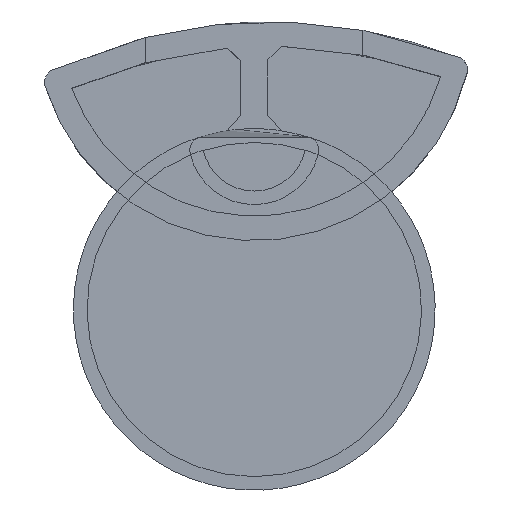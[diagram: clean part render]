
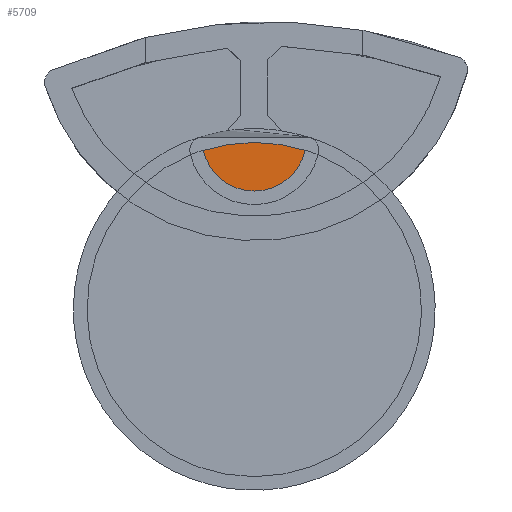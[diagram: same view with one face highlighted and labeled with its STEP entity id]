
A CAD part, top view. The second image highlights one B-rep face of the part: STEP entity #5709.
In plain terms, the highlighted face is planar.
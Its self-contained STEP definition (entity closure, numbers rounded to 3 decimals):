
#4820 = CYLINDRICAL_SURFACE('',#4821,12.31);
#4821 = AXIS2_PLACEMENT_3D('',#4822,#4823,#4824);
#4822 = CARTESIAN_POINT('',(0.,-22.162,0.));
#4823 = DIRECTION('',(0.,0.,-1.));
#4824 = DIRECTION('',(0.305,0.952,0.));
#4847 = CYLINDRICAL_SURFACE('',#4848,3.84);
#4848 = AXIS2_PLACEMENT_3D('',#4849,#4850,#4851);
#4849 = CARTESIAN_POINT('',(0.,-9.613,0.));
#4850 = DIRECTION('',(-0.,-0.,-1.));
#4851 = DIRECTION('',(1.,0.,0.));
#5600 = EDGE_CURVE('',#5601,#5603,#5605,.T.);
#5601 = VERTEX_POINT('',#5602);
#5602 = CARTESIAN_POINT('',(-3.75,-10.438,1.8));
#5603 = VERTEX_POINT('',#5604);
#5604 = CARTESIAN_POINT('',(3.75,-10.438,1.8));
#5605 = SURFACE_CURVE('',#5606,(#5611,#5618),.PCURVE_S1.);
#5606 = CIRCLE('',#5607,12.31);
#5607 = AXIS2_PLACEMENT_3D('',#5608,#5609,#5610);
#5608 = CARTESIAN_POINT('',(0.,-22.162,1.8));
#5609 = DIRECTION('',(0.,0.,-1.));
#5610 = DIRECTION('',(0.305,0.952,0.));
#5611 = PCURVE('',#4820,#5612);
#5612 = DEFINITIONAL_REPRESENTATION('',(#5613),#5617);
#5613 = LINE('',#5614,#5615);
#5614 = CARTESIAN_POINT('',(-6.283,-1.8));
#5615 = VECTOR('',#5616,1.);
#5616 = DIRECTION('',(1.,-0.));
#5617 = ( GEOMETRIC_REPRESENTATION_CONTEXT(2) 
PARAMETRIC_REPRESENTATION_CONTEXT() REPRESENTATION_CONTEXT('2D SPACE',''
  ) );
#5618 = PCURVE('',#5619,#5624);
#5619 = PLANE('',#5620);
#5620 = AXIS2_PLACEMENT_3D('',#5621,#5622,#5623);
#5621 = CARTESIAN_POINT('',(0.,-1.,1.8));
#5622 = DIRECTION('',(0.,0.,1.));
#5623 = DIRECTION('',(1.,0.,0.));
#5624 = DEFINITIONAL_REPRESENTATION('',(#5625),#5633);
#5625 = ( BOUNDED_CURVE() B_SPLINE_CURVE(2,(#5626,#5627,#5628,#5629,
#5630,#5631,#5632),.UNSPECIFIED.,.T.,.F.) B_SPLINE_CURVE_WITH_KNOTS((1,2
    ,2,2,2,1),(-2.094,0.,2.094,4.189,
6.283,8.378),.UNSPECIFIED.) CURVE() 
GEOMETRIC_REPRESENTATION_ITEM() RATIONAL_B_SPLINE_CURVE((1.,0.5,1.,0.5,
1.,0.5,1.)) REPRESENTATION_ITEM('') );
#5626 = CARTESIAN_POINT('',(3.75,-9.438));
#5627 = CARTESIAN_POINT('',(24.058,-15.933));
#5628 = CARTESIAN_POINT('',(8.279,-30.272));
#5629 = CARTESIAN_POINT('',(-7.5,-44.612));
#5630 = CARTESIAN_POINT('',(-12.029,-23.777));
#5631 = CARTESIAN_POINT('',(-16.558,-2.942));
#5632 = CARTESIAN_POINT('',(3.75,-9.438));
#5633 = ( GEOMETRIC_REPRESENTATION_CONTEXT(2) 
PARAMETRIC_REPRESENTATION_CONTEXT() REPRESENTATION_CONTEXT('2D SPACE',''
  ) );
#5681 = EDGE_CURVE('',#5603,#5601,#5682,.T.);
#5682 = SURFACE_CURVE('',#5683,(#5688,#5695),.PCURVE_S1.);
#5683 = CIRCLE('',#5684,3.84);
#5684 = AXIS2_PLACEMENT_3D('',#5685,#5686,#5687);
#5685 = CARTESIAN_POINT('',(0.,-9.613,1.8));
#5686 = DIRECTION('',(0.,0.,-1.));
#5687 = DIRECTION('',(1.,0.,0.));
#5688 = PCURVE('',#4847,#5689);
#5689 = DEFINITIONAL_REPRESENTATION('',(#5690),#5694);
#5690 = LINE('',#5691,#5692);
#5691 = CARTESIAN_POINT('',(-6.283,-1.8));
#5692 = VECTOR('',#5693,1.);
#5693 = DIRECTION('',(1.,-0.));
#5694 = ( GEOMETRIC_REPRESENTATION_CONTEXT(2) 
PARAMETRIC_REPRESENTATION_CONTEXT() REPRESENTATION_CONTEXT('2D SPACE',''
  ) );
#5695 = PCURVE('',#5619,#5696);
#5696 = DEFINITIONAL_REPRESENTATION('',(#5697),#5705);
#5697 = ( BOUNDED_CURVE() B_SPLINE_CURVE(2,(#5698,#5699,#5700,#5701,
#5702,#5703,#5704),.UNSPECIFIED.,.T.,.F.) B_SPLINE_CURVE_WITH_KNOTS((1,2
    ,2,2,2,1),(-2.094,0.,2.094,4.189,
6.283,8.378),.UNSPECIFIED.) CURVE() 
GEOMETRIC_REPRESENTATION_ITEM() RATIONAL_B_SPLINE_CURVE((1.,0.5,1.,0.5,
1.,0.5,1.)) REPRESENTATION_ITEM('') );
#5698 = CARTESIAN_POINT('',(3.84,-8.613));
#5699 = CARTESIAN_POINT('',(3.84,-15.263));
#5700 = CARTESIAN_POINT('',(-1.92,-11.938));
#5701 = CARTESIAN_POINT('',(-7.679,-8.613));
#5702 = CARTESIAN_POINT('',(-1.92,-5.288));
#5703 = CARTESIAN_POINT('',(3.84,-1.963));
#5704 = CARTESIAN_POINT('',(3.84,-8.613));
#5705 = ( GEOMETRIC_REPRESENTATION_CONTEXT(2) 
PARAMETRIC_REPRESENTATION_CONTEXT() REPRESENTATION_CONTEXT('2D SPACE',''
  ) );
#5709 = ADVANCED_FACE('',(#5710),#5619,.T.);
#5710 = FACE_BOUND('',#5711,.T.);
#5711 = EDGE_LOOP('',(#5712,#5713));
#5712 = ORIENTED_EDGE('',*,*,#5600,.F.);
#5713 = ORIENTED_EDGE('',*,*,#5681,.F.);
